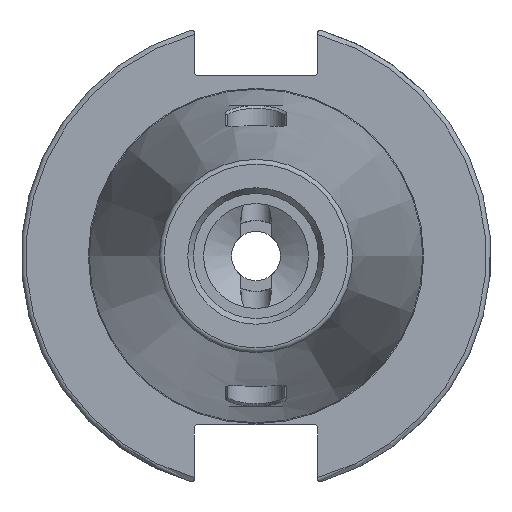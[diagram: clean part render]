
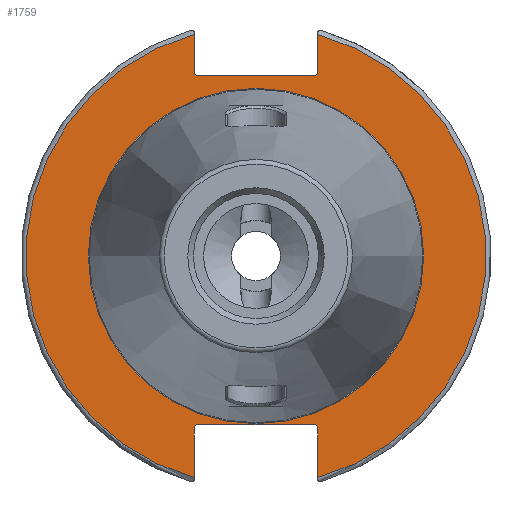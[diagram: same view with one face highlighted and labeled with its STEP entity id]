
A CAD part, left-side view. The second image highlights one B-rep face of the part: STEP entity #1759.
In plain terms, the highlighted planar face has unit normal (-1, 0, 0).
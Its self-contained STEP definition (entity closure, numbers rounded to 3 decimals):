
#148=FACE_BOUND('',#354,.T.);
#167=PLANE('',#1905);
#246=FACE_OUTER_BOUND('',#353,.T.);
#353=EDGE_LOOP('',(#1438,#1439,#1440,#1441,#1442,#1443,#1444,#1445,#1446,
#1447,#1448,#1449));
#354=EDGE_LOOP('',(#1450));
#463=LINE('',#3440,#585);
#464=LINE('',#3442,#586);
#465=LINE('',#3444,#587);
#466=LINE('',#3446,#588);
#467=LINE('',#3448,#589);
#468=LINE('',#3452,#590);
#469=LINE('',#3454,#591);
#470=LINE('',#3456,#592);
#471=LINE('',#3458,#593);
#472=LINE('',#3459,#594);
#585=VECTOR('',#2197,10.);
#586=VECTOR('',#2198,10.);
#587=VECTOR('',#2199,10.);
#588=VECTOR('',#2200,10.);
#589=VECTOR('',#2201,10.);
#590=VECTOR('',#2204,10.);
#591=VECTOR('',#2205,10.);
#592=VECTOR('',#2206,10.);
#593=VECTOR('',#2207,10.);
#594=VECTOR('',#2208,10.);
#685=CIRCLE('',#1903,35.125);
#687=CIRCLE('',#1906,48.213);
#688=CIRCLE('',#1907,48.213);
#809=VERTEX_POINT('',#3431);
#810=VERTEX_POINT('',#3436);
#811=VERTEX_POINT('',#3437);
#812=VERTEX_POINT('',#3439);
#813=VERTEX_POINT('',#3441);
#814=VERTEX_POINT('',#3443);
#815=VERTEX_POINT('',#3445);
#816=VERTEX_POINT('',#3447);
#817=VERTEX_POINT('',#3449);
#818=VERTEX_POINT('',#3451);
#819=VERTEX_POINT('',#3453);
#820=VERTEX_POINT('',#3455);
#821=VERTEX_POINT('',#3457);
#1033=EDGE_CURVE('',#809,#809,#685,.T.);
#1035=EDGE_CURVE('',#810,#811,#687,.T.);
#1036=EDGE_CURVE('',#810,#812,#463,.T.);
#1037=EDGE_CURVE('',#813,#812,#464,.T.);
#1038=EDGE_CURVE('',#813,#814,#465,.T.);
#1039=EDGE_CURVE('',#815,#814,#466,.T.);
#1040=EDGE_CURVE('',#815,#816,#467,.T.);
#1041=EDGE_CURVE('',#817,#816,#688,.T.);
#1042=EDGE_CURVE('',#817,#818,#468,.T.);
#1043=EDGE_CURVE('',#819,#818,#469,.T.);
#1044=EDGE_CURVE('',#819,#820,#470,.T.);
#1045=EDGE_CURVE('',#821,#820,#471,.T.);
#1046=EDGE_CURVE('',#821,#811,#472,.T.);
#1438=ORIENTED_EDGE('',*,*,#1035,.F.);
#1439=ORIENTED_EDGE('',*,*,#1036,.T.);
#1440=ORIENTED_EDGE('',*,*,#1037,.F.);
#1441=ORIENTED_EDGE('',*,*,#1038,.T.);
#1442=ORIENTED_EDGE('',*,*,#1039,.F.);
#1443=ORIENTED_EDGE('',*,*,#1040,.T.);
#1444=ORIENTED_EDGE('',*,*,#1041,.F.);
#1445=ORIENTED_EDGE('',*,*,#1042,.T.);
#1446=ORIENTED_EDGE('',*,*,#1043,.F.);
#1447=ORIENTED_EDGE('',*,*,#1044,.T.);
#1448=ORIENTED_EDGE('',*,*,#1045,.F.);
#1449=ORIENTED_EDGE('',*,*,#1046,.T.);
#1450=ORIENTED_EDGE('',*,*,#1033,.F.);
#1759=ADVANCED_FACE('',(#246,#148),#167,.T.);
#1903=AXIS2_PLACEMENT_3D('',#3433,#2189,#2190);
#1905=AXIS2_PLACEMENT_3D('',#3435,#2193,#2194);
#1906=AXIS2_PLACEMENT_3D('',#3438,#2195,#2196);
#1907=AXIS2_PLACEMENT_3D('',#3450,#2202,#2203);
#2189=DIRECTION('center_axis',(-1.,0.,0.));
#2190=DIRECTION('ref_axis',(0.,-1.,0.));
#2193=DIRECTION('center_axis',(-1.,0.,0.));
#2194=DIRECTION('ref_axis',(0.,0.,1.));
#2195=DIRECTION('center_axis',(1.,0.,0.));
#2196=DIRECTION('ref_axis',(0.,-1.,0.));
#2197=DIRECTION('',(0.,0.,-1.));
#2198=DIRECTION('',(0.,-0.707,0.707));
#2199=DIRECTION('',(0.,1.,0.));
#2200=DIRECTION('',(0.,-0.707,-0.707));
#2201=DIRECTION('',(0.,0.,1.));
#2202=DIRECTION('center_axis',(1.,0.,0.));
#2203=DIRECTION('ref_axis',(0.,1.,0.));
#2204=DIRECTION('',(0.,0.,1.));
#2205=DIRECTION('',(0.,0.707,-0.707));
#2206=DIRECTION('',(0.,-1.,0.));
#2207=DIRECTION('',(0.,0.707,0.707));
#2208=DIRECTION('',(0.,0.,-1.));
#3431=CARTESIAN_POINT('',(3.175,0.,35.125));
#3433=CARTESIAN_POINT('Origin',(3.175,0.,0.));
#3435=CARTESIAN_POINT('Origin',(3.175,49.213,0.));
#3436=CARTESIAN_POINT('',(3.175,-12.95,46.441));
#3437=CARTESIAN_POINT('',(3.175,-12.95,-46.441));
#3438=CARTESIAN_POINT('Origin',(3.175,0.,0.));
#3439=CARTESIAN_POINT('',(3.175,-12.95,38.219));
#3440=CARTESIAN_POINT('',(3.175,-12.95,18.86));
#3441=CARTESIAN_POINT('',(3.175,-12.45,37.719));
#3442=CARTESIAN_POINT('',(3.175,12.27,12.999));
#3443=CARTESIAN_POINT('',(3.175,12.45,37.719));
#3444=CARTESIAN_POINT('',(3.175,24.606,37.719));
#3445=CARTESIAN_POINT('',(3.175,12.95,38.219));
#3446=CARTESIAN_POINT('',(3.175,12.336,37.605));
#3447=CARTESIAN_POINT('',(3.175,12.95,46.441));
#3448=CARTESIAN_POINT('',(3.175,12.95,18.86));
#3449=CARTESIAN_POINT('',(3.175,12.95,-46.441));
#3450=CARTESIAN_POINT('Origin',(3.175,0.,0.));
#3451=CARTESIAN_POINT('',(3.175,12.95,-35.806));
#3452=CARTESIAN_POINT('',(3.175,12.95,-17.653));
#3453=CARTESIAN_POINT('',(3.175,12.45,-35.306));
#3454=CARTESIAN_POINT('',(3.175,12.939,-35.795));
#3455=CARTESIAN_POINT('',(3.175,-12.45,-35.306));
#3456=CARTESIAN_POINT('',(3.175,24.606,-35.306));
#3457=CARTESIAN_POINT('',(3.175,-12.95,-35.806));
#3458=CARTESIAN_POINT('',(3.175,11.667,-11.189));
#3459=CARTESIAN_POINT('',(3.175,-12.95,-17.653));
